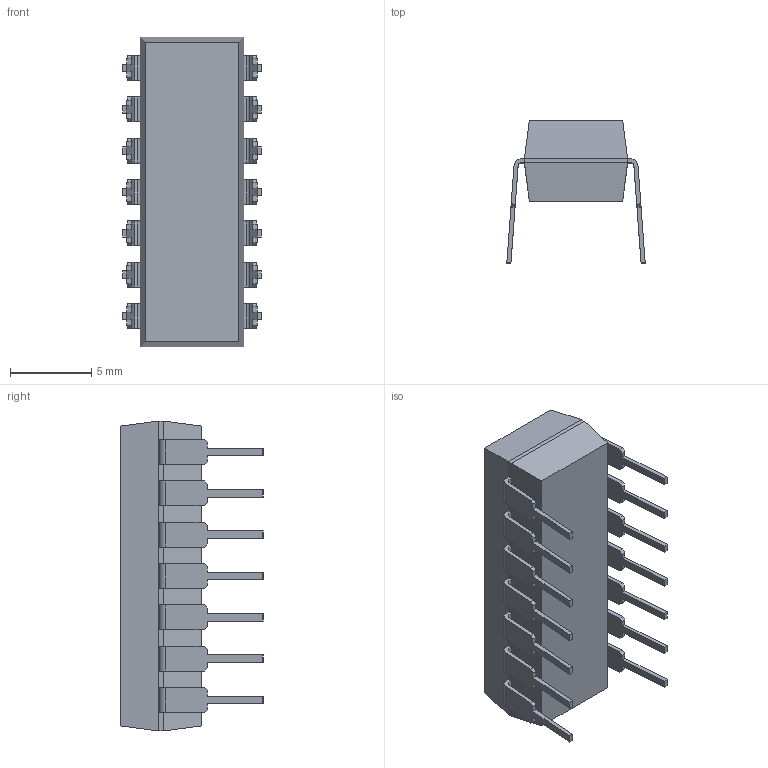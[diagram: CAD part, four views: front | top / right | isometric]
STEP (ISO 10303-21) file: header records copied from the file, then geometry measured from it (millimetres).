
FILE_DESCRIPTION (( 'STEP AP214' ), '1' );
FILE_NAME ('LM324N_NOPB.STEP', '2022-01-31T23:57:34', ( '' ), ( '' ), 'SwSTEP 2.0', 'SolidWorks 2017', '' );
FILE_SCHEMA (( 'AUTOMOTIVE_DESIGN' ));
Length unit declared in the file: inch
Products named in the file (1): LM324N_NOPB
Bounding box: 8.51 x 8.76 x 19.05 mm (x, y, z)
Volume: 585.2 mm3; surface area: 699.5 mm2
Topology: 16 solids, 16 shells, 249 faces, 638 edges, 422 vertices
Faces by surface type: plane 216, cylinder 33
Entity records: 7643 total; most frequent: CARTESIAN_POINT 1310, ORIENTED_EDGE 1276, DIRECTION 1204, EDGE_CURVE 638, VECTOR 572, LINE 572, VERTEX_POINT 422, AXIS2_PLACEMENT_3D 316
